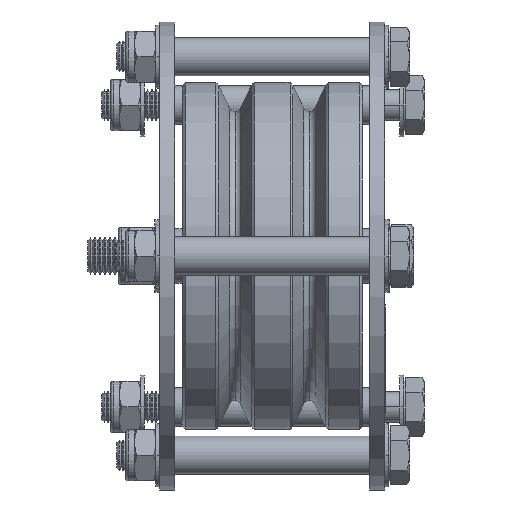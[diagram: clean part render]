
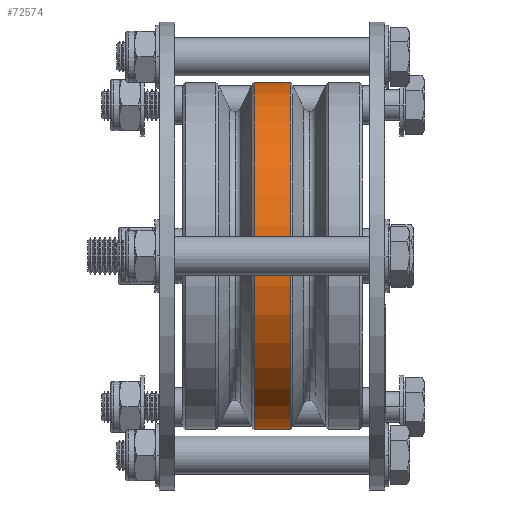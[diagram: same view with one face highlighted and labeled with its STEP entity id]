
A CAD part, front view. The second image highlights one B-rep face of the part: STEP entity #72574.
In plain terms, the highlighted cylindrical face has radius 57.5 mm (diameter 115 mm), a partial arc.
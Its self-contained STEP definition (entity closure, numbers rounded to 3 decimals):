
#120 = AXIS2_PLACEMENT_3D ( 'NONE', #41648, #1858, #69329 ) ;
#131 = VECTOR ( 'NONE', #52890, 1000. ) ;
#292 = CARTESIAN_POINT ( 'NONE',  ( -5.93, 0., -57.5 ) ) ;
#1858 = DIRECTION ( 'NONE',  ( 1., 0., 0. ) ) ;
#2671 = CARTESIAN_POINT ( 'NONE',  ( 5.93, 0., 57.5 ) ) ;
#5079 = CARTESIAN_POINT ( 'NONE',  ( 5.93, 0., 0. ) ) ;
#6129 = EDGE_CURVE ( 'NONE', #40255, #29594, #28433, .T. ) ;
#14055 = ORIENTED_EDGE ( 'NONE', *, *, #6129, .T. ) ;
#16232 = AXIS2_PLACEMENT_3D ( 'NONE', #5079, #48931, #26935 ) ;
#17377 = ORIENTED_EDGE ( 'NONE', *, *, #72010, .F. ) ;
#17661 = LINE ( 'NONE', #55898, #64408 ) ;
#22663 = DIRECTION ( 'NONE',  ( -1., 0., 0. ) ) ;
#26487 = CARTESIAN_POINT ( 'NONE',  ( -107.668, 0., 0. ) ) ;
#26851 = ORIENTED_EDGE ( 'NONE', *, *, #61001, .T. ) ;
#26935 = DIRECTION ( 'NONE',  ( 0., 0., 1. ) ) ;
#28433 = CIRCLE ( 'NONE', #120, 57.5 ) ;
#29256 = CARTESIAN_POINT ( 'NONE',  ( -5.93, 0., 57.5 ) ) ;
#29594 = VERTEX_POINT ( 'NONE', #292 ) ;
#30402 = CIRCLE ( 'NONE', #16232, 57.5 ) ;
#31183 = DIRECTION ( 'NONE',  ( -1., 0., 0. ) ) ;
#31422 = VERTEX_POINT ( 'NONE', #38315 ) ;
#36609 = VERTEX_POINT ( 'NONE', #2671 ) ;
#38315 = CARTESIAN_POINT ( 'NONE',  ( 5.93, 0., -57.5 ) ) ;
#40255 = VERTEX_POINT ( 'NONE', #29256 ) ;
#41648 = CARTESIAN_POINT ( 'NONE',  ( -5.93, 0., 0. ) ) ;
#41981 = CARTESIAN_POINT ( 'NONE',  ( -107.668, 0., -57.5 ) ) ;
#42770 = ORIENTED_EDGE ( 'NONE', *, *, #72222, .T. ) ;
#48931 = DIRECTION ( 'NONE',  ( -1., 0., 0. ) ) ;
#51203 = LINE ( 'NONE', #41981, #131 ) ;
#52044 = FACE_OUTER_BOUND ( 'NONE', #60460, .T. ) ;
#52890 = DIRECTION ( 'NONE',  ( -1., 0., 0. ) ) ;
#55898 = CARTESIAN_POINT ( 'NONE',  ( -107.668, 0., 57.5 ) ) ;
#59300 = DIRECTION ( 'NONE',  ( 0., 0., 1. ) ) ;
#60460 = EDGE_LOOP ( 'NONE', ( #17377, #26851, #42770, #14055 ) ) ;
#61001 = EDGE_CURVE ( 'NONE', #31422, #36609, #30402, .T. ) ;
#61615 = AXIS2_PLACEMENT_3D ( 'NONE', #26487, #31183, #59300 ) ;
#64344 = CYLINDRICAL_SURFACE ( 'NONE', #61615, 57.5 ) ;
#64408 = VECTOR ( 'NONE', #22663, 1000. ) ;
#69329 = DIRECTION ( 'NONE',  ( 0., 0., -1. ) ) ;
#72010 = EDGE_CURVE ( 'NONE', #31422, #29594, #51203, .T. ) ;
#72222 = EDGE_CURVE ( 'NONE', #36609, #40255, #17661, .T. ) ;
#72574 = ADVANCED_FACE ( 'NONE', ( #52044 ), #64344, .T. ) ;
